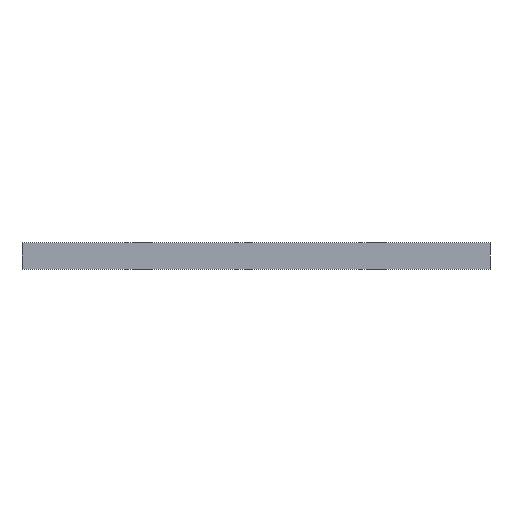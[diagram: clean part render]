
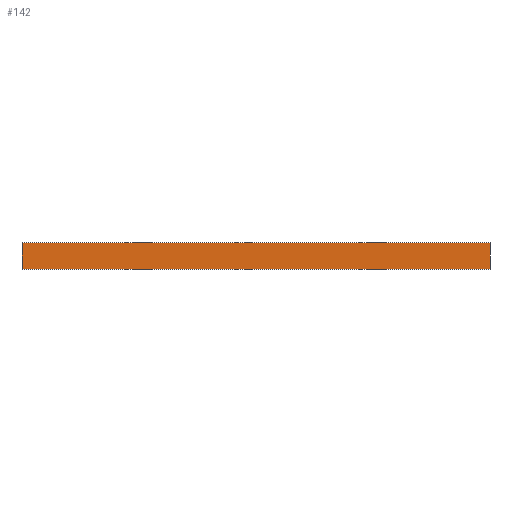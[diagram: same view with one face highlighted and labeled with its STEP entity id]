
A CAD part, left-side view. The second image highlights one B-rep face of the part: STEP entity #142.
In plain terms, the highlighted planar face has unit normal (-1, 0, 0).
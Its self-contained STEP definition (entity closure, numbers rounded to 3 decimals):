
#19 = VERTEX_POINT ( 'NONE', #151 ) ;
#61 = VERTEX_POINT ( 'NONE', #652 ) ;
#142 = ADVANCED_FACE ( 'NONE', ( #203 ), #518, .F. ) ;
#148 = ORIENTED_EDGE ( 'NONE', *, *, #738, .F. ) ;
#151 = CARTESIAN_POINT ( 'NONE',  ( -45., 35., 0. ) ) ;
#203 = FACE_OUTER_BOUND ( 'NONE', #260, .T. ) ;
#211 = LINE ( 'NONE', #336, #662 ) ;
#215 = CARTESIAN_POINT ( 'NONE',  ( -45., 35., 0. ) ) ;
#235 = LINE ( 'NONE', #749, #556 ) ;
#259 = VECTOR ( 'NONE', #729, 1000. ) ;
#260 = EDGE_LOOP ( 'NONE', ( #714, #777, #148, #584 ) ) ;
#270 = DIRECTION ( 'NONE',  ( 1., 0., 0. ) ) ;
#275 = VERTEX_POINT ( 'NONE', #496 ) ;
#330 = DIRECTION ( 'NONE',  ( 0., 1., 0. ) ) ;
#336 = CARTESIAN_POINT ( 'NONE',  ( -45., -35., 4. ) ) ;
#337 = CARTESIAN_POINT ( 'NONE',  ( -45., -35., 4. ) ) ;
#340 = DIRECTION ( 'NONE',  ( 0., -1., 0. ) ) ;
#385 = VERTEX_POINT ( 'NONE', #337 ) ;
#389 = CARTESIAN_POINT ( 'NONE',  ( -45., 35., 4. ) ) ;
#410 = LINE ( 'NONE', #466, #620 ) ;
#461 = LINE ( 'NONE', #215, #259 ) ;
#466 = CARTESIAN_POINT ( 'NONE',  ( -45., 35., 4. ) ) ;
#496 = CARTESIAN_POINT ( 'NONE',  ( -45., 35., 4. ) ) ;
#506 = EDGE_CURVE ( 'NONE', #275, #19, #410, .T. ) ;
#518 = PLANE ( 'NONE',  #819 ) ;
#556 = VECTOR ( 'NONE', #340, 1000. ) ;
#584 = ORIENTED_EDGE ( 'NONE', *, *, #506, .T. ) ;
#620 = VECTOR ( 'NONE', #676, 1000. ) ;
#652 = CARTESIAN_POINT ( 'NONE',  ( -45., -35., 0. ) ) ;
#654 = EDGE_CURVE ( 'NONE', #19, #61, #461, .T. ) ;
#661 = DIRECTION ( 'NONE',  ( 0., 0., -1. ) ) ;
#662 = VECTOR ( 'NONE', #661, 1000. ) ;
#676 = DIRECTION ( 'NONE',  ( 0., 0., -1. ) ) ;
#683 = EDGE_CURVE ( 'NONE', #385, #61, #211, .T. ) ;
#714 = ORIENTED_EDGE ( 'NONE', *, *, #654, .T. ) ;
#729 = DIRECTION ( 'NONE',  ( 0., -1., 0. ) ) ;
#738 = EDGE_CURVE ( 'NONE', #275, #385, #235, .T. ) ;
#749 = CARTESIAN_POINT ( 'NONE',  ( -45., 35., 4. ) ) ;
#777 = ORIENTED_EDGE ( 'NONE', *, *, #683, .F. ) ;
#819 = AXIS2_PLACEMENT_3D ( 'NONE', #389, #270, #330 ) ;
